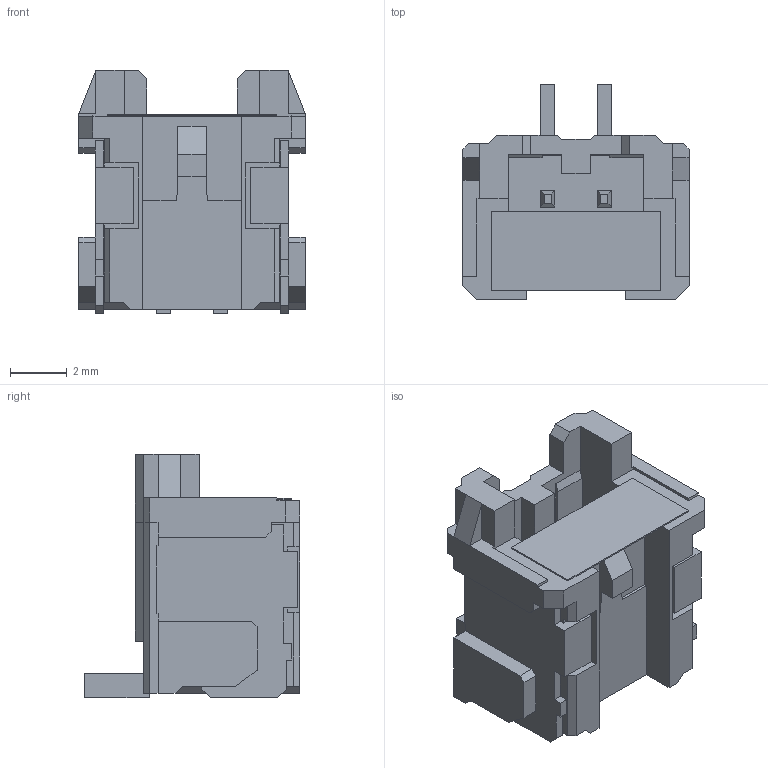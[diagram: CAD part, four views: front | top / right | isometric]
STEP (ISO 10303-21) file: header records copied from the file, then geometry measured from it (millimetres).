
FILE_DESCRIPTION( ( 'STEP AP203' ), '1' );
FILE_NAME( '5055750271.stp', '2020-11-03T06:35:47', ( 'License CC BY-ND 4.0' ), ( 'CADENAS' ), ' ', 'PARTsolutions', ' ' );
FILE_SCHEMA( ( 'CONFIG_CONTROL_DESIGN' ) );
Length unit declared in the file: millimetre
Products named in the file (3): 5055750271; 1
Assembly tree (2 placements, depth 2):
  5055750271
    1
    1
Bounding box: 8 x 7.6 x 8.6 mm (x, y, z)
Volume: 196 mm3; surface area: 524.6 mm2
Topology: 2 solids, 2 shells, 218 faces, 640 edges, 420 vertices
Faces by surface type: plane 218
Entity records: 7188 total; most frequent: CARTESIAN_POINT 1281, ORIENTED_EDGE 1280, DIRECTION 1082, EDGE_CURVE 640, LINE 640, VECTOR 640, VERTEX_POINT 420, AXIS2_PLACEMENT_3D 221
